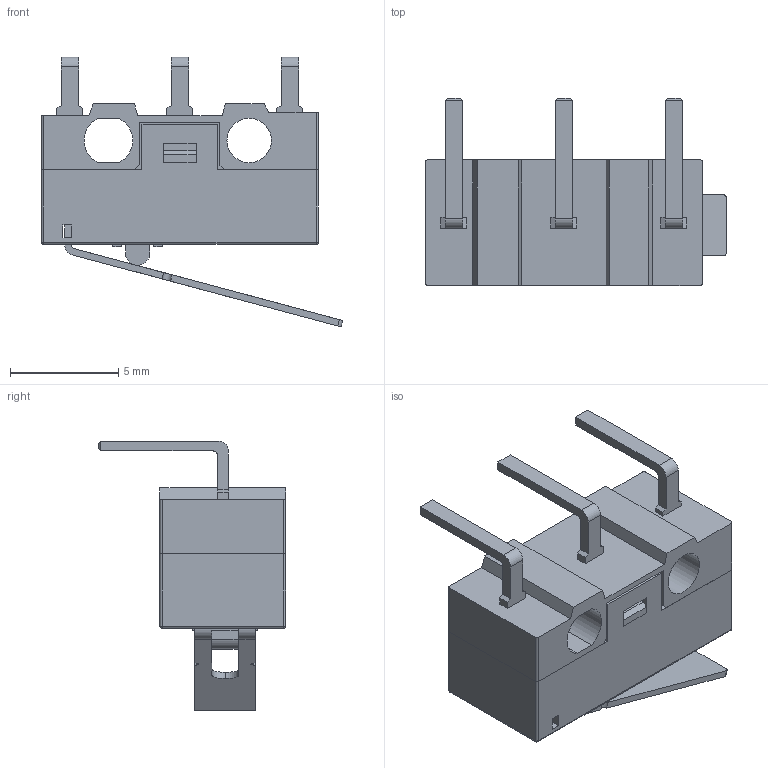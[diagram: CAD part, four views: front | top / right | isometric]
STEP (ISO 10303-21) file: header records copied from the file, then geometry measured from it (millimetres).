
FILE_DESCRIPTION(/* description */ (''),/* implementation_level */ '2;1');
FILE_NAME(/* name */ 'sWITCH v5.step',/* time_stamp */ '2020-11-23T18:12:39+01:00',/* author */ (''),/* organization */ (''),/* preprocessor_version */ 'ST-DEVELOPER v18.1',/* originating_system */ 'Autodesk Translation Framework v9.3.0.1241',/* authorisation */ '');
FILE_SCHEMA (('AUTOMOTIVE_DESIGN { 1 0 10303 214 3 1 1 }'));
Length unit declared in the file: millimetre
Products named in the file (1): sWITCH
Bounding box: 13.92 x 8.64 x 12.45 mm (x, y, z)
Volume: 433.2 mm3; surface area: 1018.6 mm2
Topology: 20 solids, 20 shells, 438 faces, 1158 edges, 764 vertices
Faces by surface type: plane 275, bspline 127, cylinder 32, sphere 4
Full cylindrical faces by diameter (mm): 2.05 x1
Entity records: 14643 total; most frequent: CARTESIAN_POINT 4520, ORIENTED_EDGE 2316, DIRECTION 1592, EDGE_CURVE 1158, LINE 840, VECTOR 840, VERTEX_POINT 764, EDGE_LOOP 464
